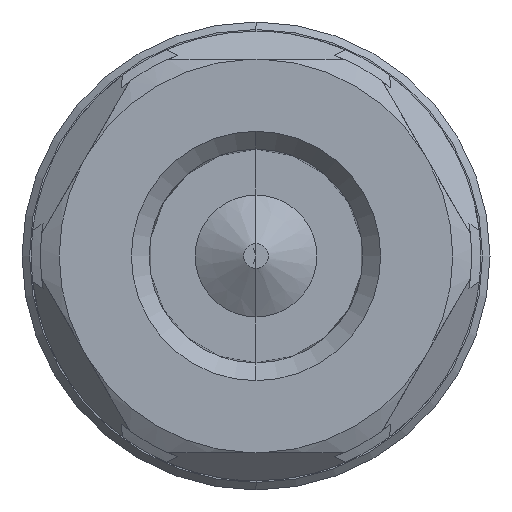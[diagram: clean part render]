
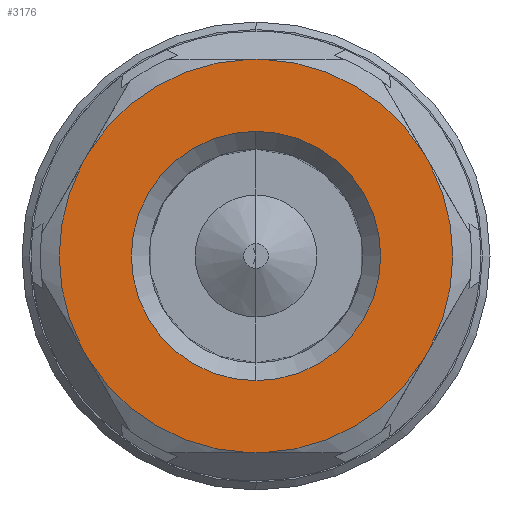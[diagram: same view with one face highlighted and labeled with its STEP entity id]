
A CAD part, left-side view. The second image highlights one B-rep face of the part: STEP entity #3176.
In plain terms, the highlighted planar face has unit normal (-1, 0, 0).
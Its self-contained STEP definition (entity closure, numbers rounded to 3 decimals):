
#13 = EDGE_CURVE ( 'NONE', #2095, #2296, #4258, .T. ) ;
#15 = EDGE_CURVE ( 'NONE', #2293, #2323, #4247, .T. ) ;
#31 = EDGE_CURVE ( 'NONE', #2308, #2094, #4246, .T. ) ;
#35 = EDGE_CURVE ( 'NONE', #2338, #2260, #4219, .T. ) ;
#45 = EDGE_CURVE ( 'NONE', #2340, #2339, #4338, .T. ) ;
#455 = LINE ( 'NONE', #3752, #456 ) ;
#456 = VECTOR ( 'NONE', #3444, 1000. ) ;
#474 = VECTOR ( 'NONE', #3727, 1000. ) ;
#477 = LINE ( 'NONE', #3745, #474 ) ;
#795 = EDGE_CURVE ( 'NONE', #2255, #2320, #4283, .T. ) ;
#804 = EDGE_CURVE ( 'NONE', #2094, #2338, #4157, .T. ) ;
#816 = EDGE_CURVE ( 'NONE', #2323, #2308, #4299, .T. ) ;
#819 = EDGE_CURVE ( 'NONE', #2296, #2293, #4290, .T. ) ;
#825 = EDGE_CURVE ( 'NONE', #2169, #2057, #4166, .T. ) ;
#839 = EDGE_CURVE ( 'NONE', #2260, #2340, #4276, .T. ) ;
#1413 = EDGE_LOOP ( 'NONE', ( #4124, #4088, #4098, #4090, #4095, #4100, #4103, #4105, #4148, #4146, #4144, #4138 ) ) ;
#1418 = EDGE_LOOP ( 'NONE', ( #4122, #4129 ) ) ;
#1634 = EDGE_CURVE ( 'NONE', #2057, #2095, #477, .T. ) ;
#1640 = EDGE_CURVE ( 'NONE', #2339, #2169, #455, .T. ) ;
#1684 = DIRECTION ( 'NONE',  ( 0., 0., 1. ) ) ;
#1698 = DIRECTION ( 'NONE',  ( -1., 0., 0. ) ) ;
#1719 = CARTESIAN_POINT ( 'NONE',  ( 0., 0., 0. ) ) ;
#1821 = AXIS2_PLACEMENT_3D ( 'NONE', #2212, #2206, #2208 ) ;
#1822 = AXIS2_PLACEMENT_3D ( 'NONE', #2038, #2350, #2238 ) ;
#1825 = AXIS2_PLACEMENT_3D ( 'NONE', #2347, #2425, #2353 ) ;
#1826 = AXIS2_PLACEMENT_3D ( 'NONE', #2377, #2428, #2205 ) ;
#1857 = AXIS2_PLACEMENT_3D ( 'NONE', #3446, #3418, #3417 ) ;
#1867 = AXIS2_PLACEMENT_3D ( 'NONE', #2417, #2361, #2405 ) ;
#2038 = CARTESIAN_POINT ( 'NONE',  ( 0., 0., 0. ) ) ;
#2057 = VERTEX_POINT ( 'NONE', #3318 ) ;
#2094 = VERTEX_POINT ( 'NONE', #3289 ) ;
#2095 = VERTEX_POINT ( 'NONE', #3288 ) ;
#2169 = VERTEX_POINT ( 'NONE', #3232 ) ;
#2205 = DIRECTION ( 'NONE',  ( 0., 0., 1. ) ) ;
#2206 = DIRECTION ( 'NONE',  ( -1., 0., 0. ) ) ;
#2208 = DIRECTION ( 'NONE',  ( 0., 0., 1. ) ) ;
#2212 = CARTESIAN_POINT ( 'NONE',  ( 0., 0., 0. ) ) ;
#2238 = DIRECTION ( 'NONE',  ( 0., 0., 1. ) ) ;
#2255 = VERTEX_POINT ( 'NONE', #3218 ) ;
#2260 = VERTEX_POINT ( 'NONE', #3212 ) ;
#2293 = VERTEX_POINT ( 'NONE', #3779 ) ;
#2296 = VERTEX_POINT ( 'NONE', #3261 ) ;
#2308 = VERTEX_POINT ( 'NONE', #4789 ) ;
#2320 = VERTEX_POINT ( 'NONE', #4533 ) ;
#2323 = VERTEX_POINT ( 'NONE', #4527 ) ;
#2338 = VERTEX_POINT ( 'NONE', #4508 ) ;
#2339 = VERTEX_POINT ( 'NONE', #4511 ) ;
#2340 = VERTEX_POINT ( 'NONE', #4517 ) ;
#2347 = CARTESIAN_POINT ( 'NONE',  ( 0., 0., 0. ) ) ;
#2350 = DIRECTION ( 'NONE',  ( -1., 0., 0. ) ) ;
#2353 = DIRECTION ( 'NONE',  ( 0., 0., 1. ) ) ;
#2361 = DIRECTION ( 'NONE',  ( -1., 0., 0. ) ) ;
#2377 = CARTESIAN_POINT ( 'NONE',  ( 0., 0., 0. ) ) ;
#2405 = DIRECTION ( 'NONE',  ( 0., 0., 1. ) ) ;
#2417 = CARTESIAN_POINT ( 'NONE',  ( 0., 0., 0. ) ) ;
#2425 = DIRECTION ( 'NONE',  ( -1., 0., 0. ) ) ;
#2428 = DIRECTION ( 'NONE',  ( -1., 0., 0. ) ) ;
#2628 = AXIS2_PLACEMENT_3D ( 'NONE', #3100, #3103, #3101 ) ;
#2662 = AXIS2_PLACEMENT_3D ( 'NONE', #1719, #1698, #1684 ) ;
#3099 = PLANE ( 'NONE',  #2628 ) ;
#3100 = CARTESIAN_POINT ( 'NONE',  ( 0., 10.507, 0. ) ) ;
#3101 = DIRECTION ( 'NONE',  ( 0., 0., -1. ) ) ;
#3103 = DIRECTION ( 'NONE',  ( 1., 0., 0. ) ) ;
#3176 = ADVANCED_FACE ( 'NONE', ( #4049, #4048 ), #3099, .F. ) ;
#3212 = CARTESIAN_POINT ( 'NONE',  ( 0., -8.9, -5.585 ) ) ;
#3218 = CARTESIAN_POINT ( 'NONE',  ( 0., 0., 6.657 ) ) ;
#3232 = CARTESIAN_POINT ( 'NONE',  ( 0., -8.9, 5.585 ) ) ;
#3261 = CARTESIAN_POINT ( 'NONE',  ( 0., 8.9, 5.585 ) ) ;
#3288 = CARTESIAN_POINT ( 'NONE',  ( 0., 0.387, 10.5 ) ) ;
#3289 = CARTESIAN_POINT ( 'NONE',  ( 0., 0.387, -10.5 ) ) ;
#3318 = CARTESIAN_POINT ( 'NONE',  ( 0., -0.387, 10.5 ) ) ;
#3381 = DIRECTION ( 'NONE',  ( 0., -1., 0. ) ) ;
#3384 = DIRECTION ( 'NONE',  ( 0., -0.5, 0.866 ) ) ;
#3417 = DIRECTION ( 'NONE',  ( 0., 0., 1. ) ) ;
#3418 = DIRECTION ( 'NONE',  ( -1., 0., 0. ) ) ;
#3444 = DIRECTION ( 'NONE',  ( 0., 0.5, 0.866 ) ) ;
#3446 = CARTESIAN_POINT ( 'NONE',  ( 0., 0., 0. ) ) ;
#3512 = CARTESIAN_POINT ( 'NONE',  ( 0., -6.466, -9.8 ) ) ;
#3543 = CARTESIAN_POINT ( 'NONE',  ( 0., 11.72, -0.7 ) ) ;
#3550 = CARTESIAN_POINT ( 'NONE',  ( 0., 0., 0. ) ) ;
#3587 = DIRECTION ( 'NONE',  ( -1., 0., 0. ) ) ;
#3631 = DIRECTION ( 'NONE',  ( 0., 0.5, -0.866 ) ) ;
#3667 = CARTESIAN_POINT ( 'NONE',  ( 0., 11.72, 0.7 ) ) ;
#3669 = DIRECTION ( 'NONE',  ( 0., -0.5, -0.866 ) ) ;
#3701 = DIRECTION ( 'NONE',  ( 0., 0., 1. ) ) ;
#3719 = CARTESIAN_POINT ( 'NONE',  ( 0., 10.507, -10.5 ) ) ;
#3727 = DIRECTION ( 'NONE',  ( 0., 1., 0. ) ) ;
#3745 = CARTESIAN_POINT ( 'NONE',  ( 0., 10.507, 10.5 ) ) ;
#3752 = CARTESIAN_POINT ( 'NONE',  ( 0., -6.466, 9.8 ) ) ;
#3779 = CARTESIAN_POINT ( 'NONE',  ( 0., 9.287, 4.915 ) ) ;
#3831 = AXIS2_PLACEMENT_3D ( 'NONE', #3550, #3587, #3701 ) ;
#3950 = CIRCLE ( 'NONE', #2662, 6.657 ) ;
#4048 = FACE_OUTER_BOUND ( 'NONE', #1413, .T. ) ;
#4049 = FACE_BOUND ( 'NONE', #1418, .T. ) ;
#4087 = VECTOR ( 'NONE', #3381, 1000. ) ;
#4088 = ORIENTED_EDGE ( 'NONE', *, *, #819, .T. ) ;
#4090 = ORIENTED_EDGE ( 'NONE', *, *, #816, .T. ) ;
#4095 = ORIENTED_EDGE ( 'NONE', *, *, #31, .T. ) ;
#4098 = ORIENTED_EDGE ( 'NONE', *, *, #15, .T. ) ;
#4100 = ORIENTED_EDGE ( 'NONE', *, *, #804, .T. ) ;
#4103 = ORIENTED_EDGE ( 'NONE', *, *, #35, .T. ) ;
#4105 = ORIENTED_EDGE ( 'NONE', *, *, #839, .T. ) ;
#4122 = ORIENTED_EDGE ( 'NONE', *, *, #795, .F. ) ;
#4124 = ORIENTED_EDGE ( 'NONE', *, *, #13, .T. ) ;
#4129 = ORIENTED_EDGE ( 'NONE', *, *, #4399, .F. ) ;
#4138 = ORIENTED_EDGE ( 'NONE', *, *, #1634, .T. ) ;
#4144 = ORIENTED_EDGE ( 'NONE', *, *, #825, .T. ) ;
#4146 = ORIENTED_EDGE ( 'NONE', *, *, #1640, .T. ) ;
#4148 = ORIENTED_EDGE ( 'NONE', *, *, #45, .T. ) ;
#4157 = LINE ( 'NONE', #3719, #4087 ) ;
#4166 = CIRCLE ( 'NONE', #3831, 10.507 ) ;
#4219 = CIRCLE ( 'NONE', #1825, 10.507 ) ;
#4246 = CIRCLE ( 'NONE', #1826, 10.507 ) ;
#4247 = CIRCLE ( 'NONE', #1821, 10.507 ) ;
#4258 = CIRCLE ( 'NONE', #1822, 10.507 ) ;
#4270 = VECTOR ( 'NONE', #3384, 1000. ) ;
#4276 = LINE ( 'NONE', #3512, #4270 ) ;
#4283 = CIRCLE ( 'NONE', #1857, 6.657 ) ;
#4287 = VECTOR ( 'NONE', #3631, 1000. ) ;
#4290 = LINE ( 'NONE', #3667, #4287 ) ;
#4293 = VECTOR ( 'NONE', #3669, 1000. ) ;
#4299 = LINE ( 'NONE', #3543, #4293 ) ;
#4338 = CIRCLE ( 'NONE', #1867, 10.507 ) ;
#4399 = EDGE_CURVE ( 'NONE', #2320, #2255, #3950, .T. ) ;
#4508 = CARTESIAN_POINT ( 'NONE',  ( 0., -0.387, -10.5 ) ) ;
#4511 = CARTESIAN_POINT ( 'NONE',  ( 0., -9.287, 4.915 ) ) ;
#4517 = CARTESIAN_POINT ( 'NONE',  ( 0., -9.287, -4.915 ) ) ;
#4527 = CARTESIAN_POINT ( 'NONE',  ( 0., 9.287, -4.915 ) ) ;
#4533 = CARTESIAN_POINT ( 'NONE',  ( 0., 0., -6.657 ) ) ;
#4789 = CARTESIAN_POINT ( 'NONE',  ( 0., 8.9, -5.585 ) ) ;
